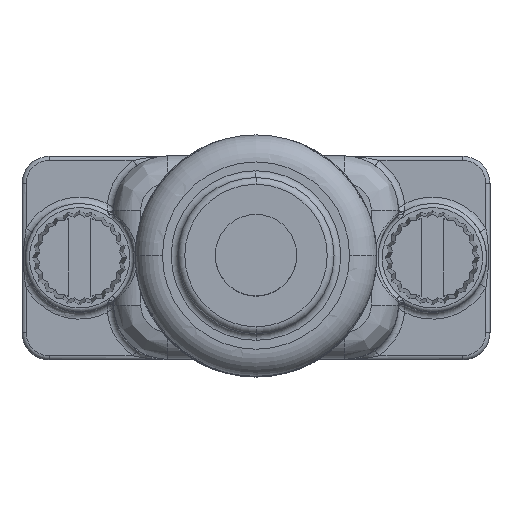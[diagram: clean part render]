
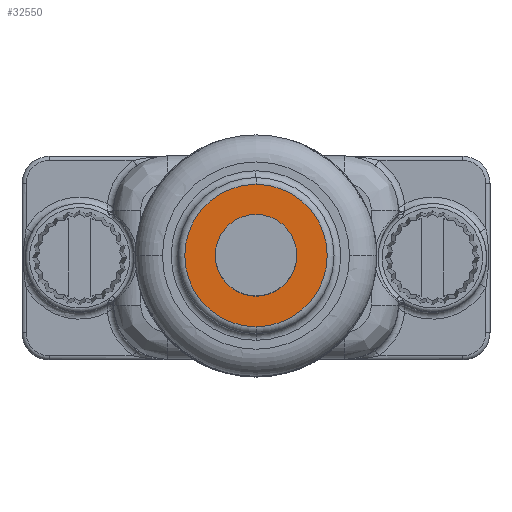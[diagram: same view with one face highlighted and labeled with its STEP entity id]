
A CAD part, top view. The second image highlights one B-rep face of the part: STEP entity #32550.
In plain terms, the highlighted planar face has unit normal (0, 0, 1).
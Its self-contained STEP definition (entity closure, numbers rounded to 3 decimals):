
#27761=CARTESIAN_POINT('',(0.,0.,19.75));
#27762=DIRECTION('',(0.,0.,-1.));
#27763=DIRECTION('',(0.,1.,0.));
#27764=AXIS2_PLACEMENT_3D('',#27761,#27762,#27763);
#27769=CARTESIAN_POINT('',(0.,0.,19.75));
#27770=DIRECTION('',(0.,0.,-1.));
#27771=DIRECTION('',(-1.,0.,0.));
#27772=AXIS2_PLACEMENT_3D('',#27769,#27770,#27771);
#27777=CARTESIAN_POINT('',(0.,0.,19.75));
#27778=DIRECTION('',(0.,0.,-1.));
#27779=DIRECTION('',(0.,-1.,0.));
#27780=AXIS2_PLACEMENT_3D('',#27777,#27778,#27779);
#27785=CARTESIAN_POINT('',(0.,0.,19.75));
#27786=DIRECTION('',(0.,0.,1.));
#27787=DIRECTION('',(0.,1.,0.));
#27788=AXIS2_PLACEMENT_3D('',#27785,#27786,#27787);
#27793=CARTESIAN_POINT('',(0.,0.,19.75));
#27794=DIRECTION('',(0.,0.,1.));
#27795=DIRECTION('',(0.,-1.,0.));
#27796=AXIS2_PLACEMENT_3D('',#27793,#27794,#27795);
#30468=CARTESIAN_POINT('',(0.,3.,19.75));
#30470=VERTEX_POINT('',#30468);
#30472=CARTESIAN_POINT('',(0.,-3.,19.75));
#30474=VERTEX_POINT('',#30472);
#30476=CARTESIAN_POINT('',(-3.,0.,19.75));
#30477=VERTEX_POINT('',#30476);
#30488=CARTESIAN_POINT('',(0.,5.25,19.75));
#30489=CARTESIAN_POINT('',(0.,-5.25,19.75));
#30490=VERTEX_POINT('',#30488);
#30491=VERTEX_POINT('',#30489);
#32532=CARTESIAN_POINT('',(0.,5.75,19.75));
#32533=DIRECTION('',(0.,0.,1.));
#32534=DIRECTION('',(1.,0.,0.));
#32535=AXIS2_PLACEMENT_3D('',#32532,#32533,#32534);
#32536=PLANE('',#32535);
#32537=ORIENTED_EDGE('',*,*,#32522,.F.);
#32539=ORIENTED_EDGE('',*,*,#32538,.F.);
#32540=EDGE_LOOP('',(#32537,#32539));
#32541=FACE_OUTER_BOUND('',#32540,.F.);
#32543=ORIENTED_EDGE('',*,*,#32542,.F.);
#32545=ORIENTED_EDGE('',*,*,#32544,.F.);
#32547=ORIENTED_EDGE('',*,*,#32546,.F.);
#32548=EDGE_LOOP('',(#32543,#32545,#32547));
#32549=FACE_BOUND('',#32548,.F.);
#27765=CIRCLE('',#27764,3.);
#27773=CIRCLE('',#27772,3.);
#27781=CIRCLE('',#27780,3.);
#27789=CIRCLE('',#27788,5.25);
#27797=CIRCLE('',#27796,5.25);
#32522=EDGE_CURVE('',#30490,#30491,#27789,.T.);
#32538=EDGE_CURVE('',#30491,#30490,#27797,.T.);
#32542=EDGE_CURVE('',#30470,#30474,#27765,.T.);
#32544=EDGE_CURVE('',#30477,#30470,#27773,.T.);
#32546=EDGE_CURVE('',#30474,#30477,#27781,.T.);
#32550=ADVANCED_FACE('',(#32541,#32549),#32536,.T.);
